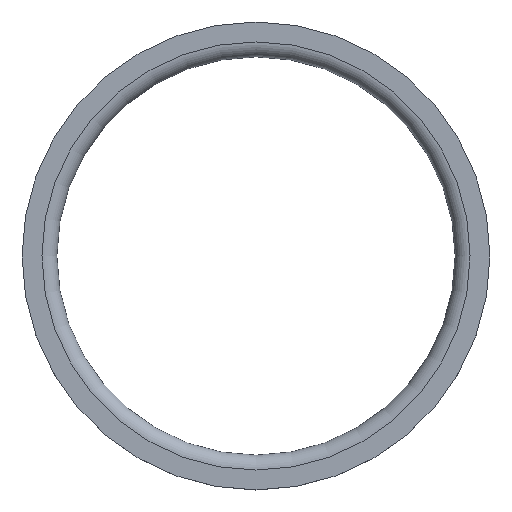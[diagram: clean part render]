
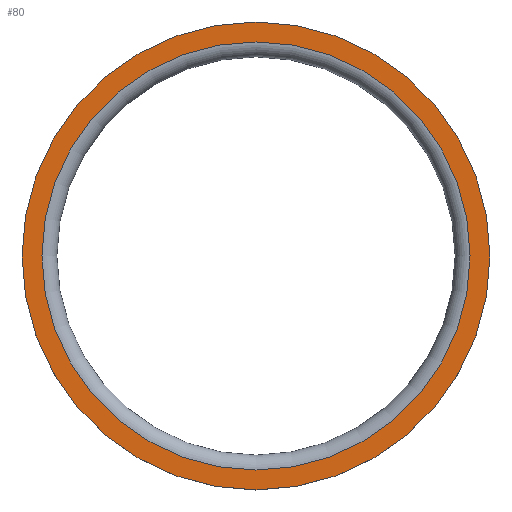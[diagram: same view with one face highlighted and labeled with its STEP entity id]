
A CAD part, top view. The second image highlights one B-rep face of the part: STEP entity #80.
In plain terms, the highlighted planar face has unit normal (0, 0, 1).
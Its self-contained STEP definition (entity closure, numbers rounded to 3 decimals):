
#15=FACE_BOUND('',#33,.T.);
#17=PLANE('',#104);
#27=FACE_OUTER_BOUND('',#32,.T.);
#32=EDGE_LOOP('',(#69));
#33=EDGE_LOOP('',(#70));
#37=CIRCLE('',#98,21.5);
#42=CIRCLE('',#105,23.5);
#44=VERTEX_POINT('',#139);
#48=VERTEX_POINT('',#151);
#50=EDGE_CURVE('',#44,#44,#37,.T.);
#56=EDGE_CURVE('',#48,#48,#42,.T.);
#69=ORIENTED_EDGE('',*,*,#56,.T.);
#70=ORIENTED_EDGE('',*,*,#50,.F.);
#80=ADVANCED_FACE('',(#27,#15),#17,.T.);
#98=AXIS2_PLACEMENT_3D('',#140,#113,#114);
#104=AXIS2_PLACEMENT_3D('',#150,#126,#127);
#105=AXIS2_PLACEMENT_3D('',#152,#128,#129);
#113=DIRECTION('center_axis',(0.,0.,1.));
#114=DIRECTION('ref_axis',(1.,0.,0.));
#126=DIRECTION('center_axis',(0.,0.,1.));
#127=DIRECTION('ref_axis',(1.,0.,0.));
#128=DIRECTION('center_axis',(0.,0.,1.));
#129=DIRECTION('ref_axis',(1.,0.,0.));
#139=CARTESIAN_POINT('',(21.5,0.,3.));
#140=CARTESIAN_POINT('Origin',(0.,0.,3.));
#150=CARTESIAN_POINT('Origin',(0.,0.,3.));
#151=CARTESIAN_POINT('',(-23.5,0.,3.));
#152=CARTESIAN_POINT('Origin',(0.,0.,3.));
